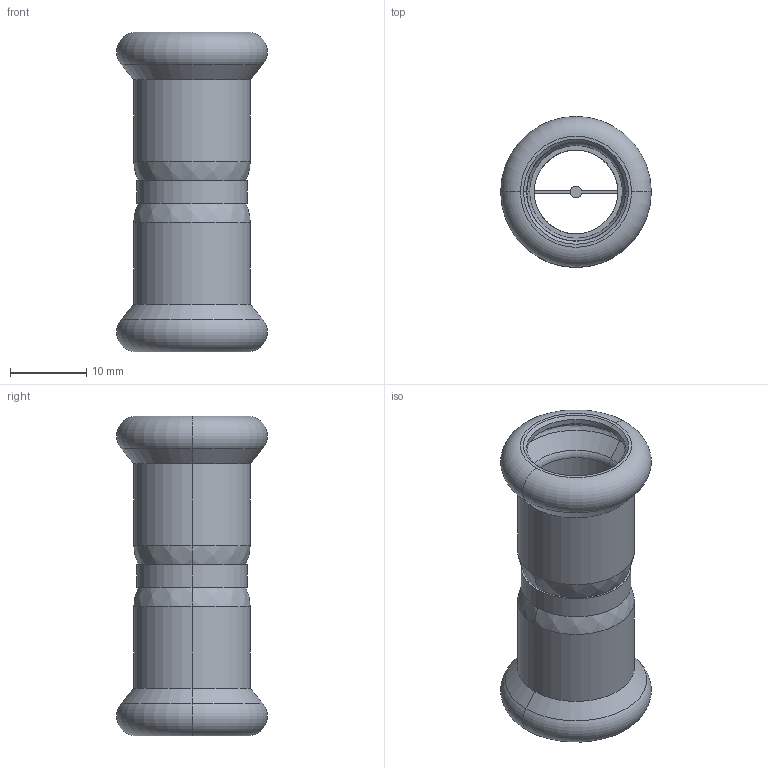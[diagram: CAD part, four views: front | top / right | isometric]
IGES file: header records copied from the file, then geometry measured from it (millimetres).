
Global section: file name: No Iges File Name specified; native system: Autodesk Inventor 2011; preprocessor: AutoDesk Inventor Iges Exporter R2011; author: bruh; date: 20110606.140937; units: millimetre
Bounding box: 19.8 x 19.8 x 42 mm (x, y, z)
Volume: 3252.3 mm3; surface area: 4375 mm2
Topology: 1 solids, 1 shells, 70 faces, 148 edges, 88 vertices
Faces by surface type: revolution 26, plane 16, cylinder 8, torus 8, bspline 8, cone 4
